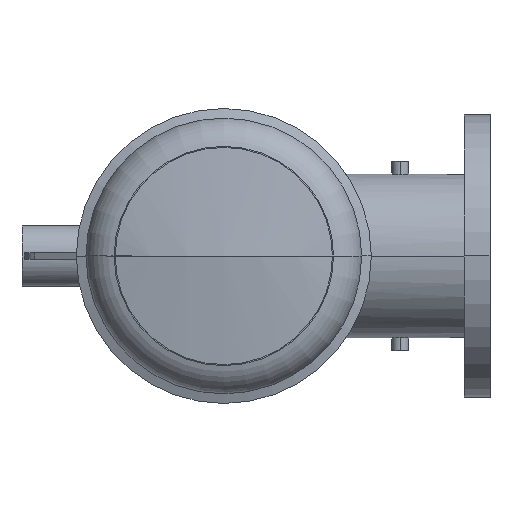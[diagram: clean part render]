
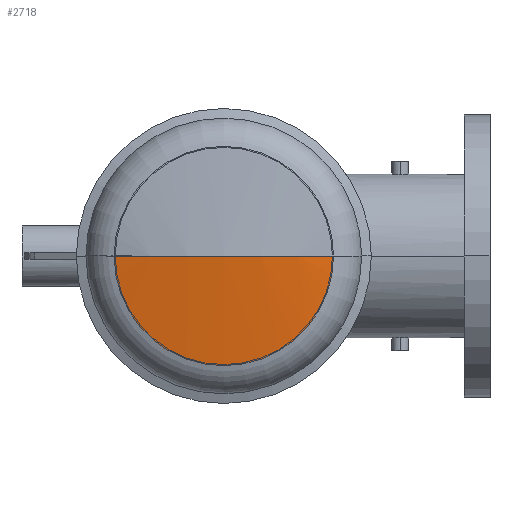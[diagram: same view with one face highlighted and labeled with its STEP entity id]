
A CAD part, left-side view. The second image highlights one B-rep face of the part: STEP entity #2718.
In plain terms, the highlighted spherical face has radius 508 mm.
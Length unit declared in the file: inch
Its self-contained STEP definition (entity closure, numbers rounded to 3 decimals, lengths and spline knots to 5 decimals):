
#462 = EDGE_CURVE ( 'NONE', #2436, #5473, #2167, .T. ) ;
#920 = CARTESIAN_POINT ( 'NONE',  ( 0.46232, 4.27538, 0. ) ) ;
#964 = CIRCLE ( 'NONE', #5460, 19.99999 ) ;
#1519 = CARTESIAN_POINT ( 'NONE',  ( 0.00001, 0., 0. ) ) ;
#1571 = DIRECTION ( 'NONE',  ( 0., -1., 0. ) ) ;
#1849 = CARTESIAN_POINT ( 'NONE',  ( 20., 0., 0. ) ) ;
#1865 = AXIS2_PLACEMENT_3D ( 'NONE', #1849, #3059, #6513 ) ;
#2086 = DIRECTION ( 'NONE',  ( -1., 0., 0. ) ) ;
#2167 = CIRCLE ( 'NONE', #2493, 19.99999 ) ;
#2432 = DIRECTION ( 'NONE',  ( 0., 0., 1. ) ) ;
#2436 = VERTEX_POINT ( 'NONE', #920 ) ;
#2493 = AXIS2_PLACEMENT_3D ( 'NONE', #7071, #2432, #4749 ) ;
#2632 = CIRCLE ( 'NONE', #2828, 4.27538 ) ;
#2718 = ADVANCED_FACE ( 'NONE', ( #5102 ), #3187, .T. ) ;
#2828 = AXIS2_PLACEMENT_3D ( 'NONE', #3832, #2086, #1571 ) ;
#2987 = CARTESIAN_POINT ( 'NONE',  ( 20., 0., 0. ) ) ;
#3001 = EDGE_LOOP ( 'NONE', ( #6788, #4398, #3034 ) ) ;
#3034 = ORIENTED_EDGE ( 'NONE', *, *, #462, .F. ) ;
#3056 = DIRECTION ( 'NONE',  ( 0., 1., 0. ) ) ;
#3059 = DIRECTION ( 'NONE',  ( 0., 0., -1. ) ) ;
#3187 = SPHERICAL_SURFACE ( 'NONE', #1865, 19.99999 ) ;
#3832 = CARTESIAN_POINT ( 'NONE',  ( 0.46232, 0., 0. ) ) ;
#4398 = ORIENTED_EDGE ( 'NONE', *, *, #4878, .T. ) ;
#4749 = DIRECTION ( 'NONE',  ( 1., 0., 0. ) ) ;
#4878 = EDGE_CURVE ( 'NONE', #7139, #5473, #964, .T. ) ;
#5102 = FACE_OUTER_BOUND ( 'NONE', #3001, .T. ) ;
#5400 = DIRECTION ( 'NONE',  ( 0., 0., -1. ) ) ;
#5460 = AXIS2_PLACEMENT_3D ( 'NONE', #2987, #5400, #3056 ) ;
#5473 = VERTEX_POINT ( 'NONE', #1519 ) ;
#6500 = CARTESIAN_POINT ( 'NONE',  ( 0.46232, -4.27538, 0. ) ) ;
#6513 = DIRECTION ( 'NONE',  ( 0., 1., 0. ) ) ;
#6571 = EDGE_CURVE ( 'NONE', #2436, #7139, #2632, .T. ) ;
#6788 = ORIENTED_EDGE ( 'NONE', *, *, #6571, .T. ) ;
#7071 = CARTESIAN_POINT ( 'NONE',  ( 20., 0., 0. ) ) ;
#7139 = VERTEX_POINT ( 'NONE', #6500 ) ;
